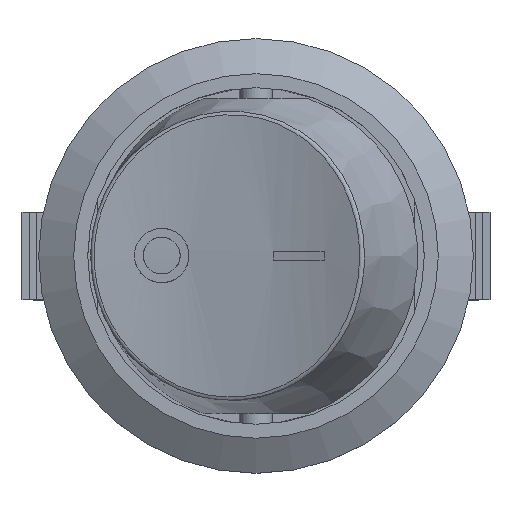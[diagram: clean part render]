
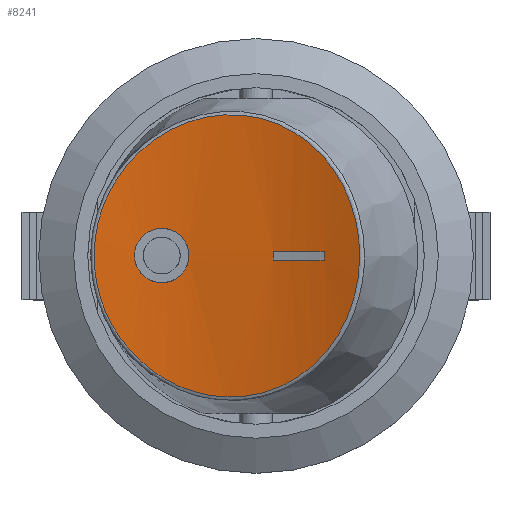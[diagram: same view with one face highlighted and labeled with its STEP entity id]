
A CAD part, top view. The second image highlights one B-rep face of the part: STEP entity #8241.
In plain terms, the highlighted cylindrical face has radius 32.5 mm (diameter 65 mm), a partial arc.
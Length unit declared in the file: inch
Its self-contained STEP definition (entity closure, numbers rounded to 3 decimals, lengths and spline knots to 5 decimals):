
#115=FACE_BOUND('',#869,.T.);
#116=FACE_BOUND('',#870,.T.);
#161=CYLINDRICAL_SURFACE('',#8734,1.27952);
#182=B_SPLINE_CURVE_WITH_KNOTS('',3,(#11090,#11091,#11092,#11093,#11094,
#11095,#11096,#11097,#11098,#11099,#11100,#11101,#11102,#11103,#11104,#11105,
#11106,#11107),.UNSPECIFIED.,.F.,.F.,(4,2,2,2,2,2,2,2,4),(-0.93793,
-0.87957,-0.82121,-0.76248,-0.70375,
-0.64474,-0.58574,-0.52735,-0.46896),
 .UNSPECIFIED.);
#183=B_SPLINE_CURVE_WITH_KNOTS('',3,(#11108,#11109,#11110,#11111,#11112,
#11113,#11114,#11115,#11116,#11117,#11118,#11119,#11120,#11121,#11122,#11123,
#11124,#11125),.UNSPECIFIED.,.F.,.F.,(4,2,2,2,2,2,2,2,4),(-0.46896,
-0.41058,-0.35219,-0.29319,-0.23418,
-0.17545,-0.11672,-0.05836,0.),
 .UNSPECIFIED.);
#191=B_SPLINE_CURVE_WITH_KNOTS('',3,(#11331,#11332,#11333,#11334,#11335,
#11336,#11337,#11338,#11339,#11340,#11341,#11342,#11343,#11344,#11345,#11346),
 .UNSPECIFIED.,.T.,.F.,(4,1,1,1,1,1,1,1,1,1,1,1,1,4),(-7.4733,
-7.11743,-6.76156,-6.40569,-6.13878,
-6.04982,-5.33807,-4.86358,-4.62633,
-3.91459,-3.55871,-3.20284,-2.84697,
-2.4911),.UNSPECIFIED.);
#412=FACE_OUTER_BOUND('',#868,.T.);
#868=EDGE_LOOP('',(#5503));
#869=EDGE_LOOP('',(#5504,#5505,#5506,#5507));
#870=EDGE_LOOP('',(#5508,#5509));
#1356=CIRCLE('',#8721,1.27952);
#1357=CIRCLE('',#8725,1.27952);
#1429=LINE('',#11080,#2400);
#1430=LINE('',#11083,#2401);
#2400=VECTOR('',#9207,0.3937);
#2401=VECTOR('',#9210,0.3937);
#3379=VERTEX_POINT('',#11072);
#3380=VERTEX_POINT('',#11074);
#3381=VERTEX_POINT('',#11078);
#3382=VERTEX_POINT('',#11082);
#3383=VERTEX_POINT('',#11088);
#3384=VERTEX_POINT('',#11089);
#3391=VERTEX_POINT('',#11325);
#4205=EDGE_CURVE('',#3380,#3379,#1356,.T.);
#4208=EDGE_CURVE('',#3379,#3381,#1429,.T.);
#4209=EDGE_CURVE('',#3382,#3380,#1430,.T.);
#4211=EDGE_CURVE('',#3381,#3382,#1357,.T.);
#4212=EDGE_CURVE('',#3383,#3384,#182,.T.);
#4213=EDGE_CURVE('',#3384,#3383,#183,.T.);
#4223=EDGE_CURVE('',#3391,#3391,#191,.T.);
#5503=ORIENTED_EDGE('',*,*,#4223,.F.);
#5504=ORIENTED_EDGE('',*,*,#4205,.T.);
#5505=ORIENTED_EDGE('',*,*,#4208,.T.);
#5506=ORIENTED_EDGE('',*,*,#4211,.T.);
#5507=ORIENTED_EDGE('',*,*,#4209,.T.);
#5508=ORIENTED_EDGE('',*,*,#4212,.T.);
#5509=ORIENTED_EDGE('',*,*,#4213,.T.);
#8241=ADVANCED_FACE('',(#412,#115,#116),#161,.F.);
#8721=AXIS2_PLACEMENT_3D('',#11075,#9201,#9202);
#8725=AXIS2_PLACEMENT_3D('',#11086,#9214,#9215);
#8734=AXIS2_PLACEMENT_3D('',#11353,#9234,#9235);
#9201=DIRECTION('center_axis',(0.,1.,0.));
#9202=DIRECTION('ref_axis',(0.008,0.,1.));
#9207=DIRECTION('',(0.,1.,0.));
#9210=DIRECTION('',(0.,-1.,0.));
#9214=DIRECTION('center_axis',(0.,-1.,0.));
#9215=DIRECTION('ref_axis',(0.008,0.,1.));
#9234=DIRECTION('center_axis',(0.,-1.,0.));
#9235=DIRECTION('ref_axis',(0.008,0.,1.));
#11072=CARTESIAN_POINT('',(0.03833,-0.00945,0.07936));
#11074=CARTESIAN_POINT('',(0.1532,-0.00945,0.12338));
#11075=CARTESIAN_POINT('Origin',(-0.36155,-0.00945,
1.29479));
#11078=CARTESIAN_POINT('',(0.03833,0.00945,0.07936));
#11080=CARTESIAN_POINT('',(0.03833,0.,0.07936));
#11082=CARTESIAN_POINT('',(0.1532,0.00945,0.12338));
#11083=CARTESIAN_POINT('',(0.1532,0.,0.12338));
#11086=CARTESIAN_POINT('Origin',(-0.36155,0.00945,
1.29479));
#11088=CARTESIAN_POINT('',(-0.15089,0.00086,0.03273));
#11089=CARTESIAN_POINT('',(-0.27303,0.00086,0.01834));
#11090=CARTESIAN_POINT('Ctrl Pts',(-0.15089,0.00086,
0.03273));
#11091=CARTESIAN_POINT('Ctrl Pts',(-0.15089,-0.0068,
0.03273));
#11092=CARTESIAN_POINT('Ctrl Pts',(-0.1524,-0.01497,
0.03248));
#11093=CARTESIAN_POINT('Ctrl Pts',(-0.15856,-0.02999,
0.03147));
#11094=CARTESIAN_POINT('Ctrl Pts',(-0.1632,-0.03684,
0.03073));
#11095=CARTESIAN_POINT('Ctrl Pts',(-0.17395,-0.04769,
0.02909));
#11096=CARTESIAN_POINT('Ctrl Pts',(-0.18079,-0.0524,
0.02808));
#11097=CARTESIAN_POINT('Ctrl Pts',(-0.19579,-0.05864,
0.02603));
#11098=CARTESIAN_POINT('Ctrl Pts',(-0.20395,-0.06016,
0.02499));
#11099=CARTESIAN_POINT('Ctrl Pts',(-0.21929,-0.06016,
0.02318));
#11100=CARTESIAN_POINT('Ctrl Pts',(-0.22751,-0.05862,
0.02229));
#11101=CARTESIAN_POINT('Ctrl Pts',(-0.24265,-0.05237,
0.02079));
#11102=CARTESIAN_POINT('Ctrl Pts',(-0.24957,-0.04765,
0.02017));
#11103=CARTESIAN_POINT('Ctrl Pts',(-0.26047,-0.0368,
0.01926));
#11104=CARTESIAN_POINT('Ctrl Pts',(-0.2652,-0.02997,
0.0189));
#11105=CARTESIAN_POINT('Ctrl Pts',(-0.27147,-0.01497,
0.01844));
#11106=CARTESIAN_POINT('Ctrl Pts',(-0.27303,-0.0068,
0.01834));
#11107=CARTESIAN_POINT('Ctrl Pts',(-0.27303,0.00086,
0.01834));
#11108=CARTESIAN_POINT('Ctrl Pts',(-0.27303,0.00086,
0.01834));
#11109=CARTESIAN_POINT('Ctrl Pts',(-0.27303,0.00852,
0.01834));
#11110=CARTESIAN_POINT('Ctrl Pts',(-0.27147,0.01669,
0.01844));
#11111=CARTESIAN_POINT('Ctrl Pts',(-0.2652,0.03169,
0.0189));
#11112=CARTESIAN_POINT('Ctrl Pts',(-0.26047,0.03853,
0.01926));
#11113=CARTESIAN_POINT('Ctrl Pts',(-0.24957,0.04937,
0.02017));
#11114=CARTESIAN_POINT('Ctrl Pts',(-0.24265,0.05409,
0.02079));
#11115=CARTESIAN_POINT('Ctrl Pts',(-0.22751,0.06035,
0.02229));
#11116=CARTESIAN_POINT('Ctrl Pts',(-0.21929,0.06188,
0.02318));
#11117=CARTESIAN_POINT('Ctrl Pts',(-0.20395,0.06188,
0.02499));
#11118=CARTESIAN_POINT('Ctrl Pts',(-0.19579,0.06036,
0.02603));
#11119=CARTESIAN_POINT('Ctrl Pts',(-0.18079,0.05412,
0.02808));
#11120=CARTESIAN_POINT('Ctrl Pts',(-0.17395,0.04942,
0.02909));
#11121=CARTESIAN_POINT('Ctrl Pts',(-0.1632,0.03856,
0.03073));
#11122=CARTESIAN_POINT('Ctrl Pts',(-0.15856,0.03171,
0.03147));
#11123=CARTESIAN_POINT('Ctrl Pts',(-0.1524,0.01669,
0.03248));
#11124=CARTESIAN_POINT('Ctrl Pts',(-0.15089,0.00852,
0.03273));
#11125=CARTESIAN_POINT('Ctrl Pts',(-0.15089,0.00086,
0.03273));
#11325=CARTESIAN_POINT('',(0.23295,0.00003,0.16177));
#11331=CARTESIAN_POINT('Ctrl Pts',(0.23295,0.00003,
0.16177));
#11332=CARTESIAN_POINT('Ctrl Pts',(0.23295,-0.04687,
0.16177));
#11333=CARTESIAN_POINT('Ctrl Pts',(0.21423,-0.1409,
0.15168));
#11334=CARTESIAN_POINT('Ctrl Pts',(0.13462,-0.25455,
0.11365));
#11335=CARTESIAN_POINT('Ctrl Pts',(0.02385,-0.31432,
0.07254));
#11336=CARTESIAN_POINT('Ctrl Pts',(-0.06756,-0.3196,
0.0489));
#11337=CARTESIAN_POINT('Ctrl Pts',(-0.20382,-0.29575,
0.02086));
#11338=CARTESIAN_POINT('Ctrl Pts',(-0.34572,-0.17691,
0.01413));
#11339=CARTESIAN_POINT('Ctrl Pts',(-0.37372,0.01697,
0.01554));
#11340=CARTESIAN_POINT('Ctrl Pts',(-0.31916,0.19912,
0.01497));
#11341=CARTESIAN_POINT('Ctrl Pts',(-0.17419,0.32014,
0.02264));
#11342=CARTESIAN_POINT('Ctrl Pts',(0.01405,0.31957,
0.0689));
#11343=CARTESIAN_POINT('Ctrl Pts',(0.13417,0.25483,
0.11349));
#11344=CARTESIAN_POINT('Ctrl Pts',(0.2143,0.14105,
0.15169));
#11345=CARTESIAN_POINT('Ctrl Pts',(0.23294,0.04693,
0.16177));
#11346=CARTESIAN_POINT('Ctrl Pts',(0.23295,0.00003,
0.16177));
#11353=CARTESIAN_POINT('Origin',(-0.36155,0.,
1.29479));
